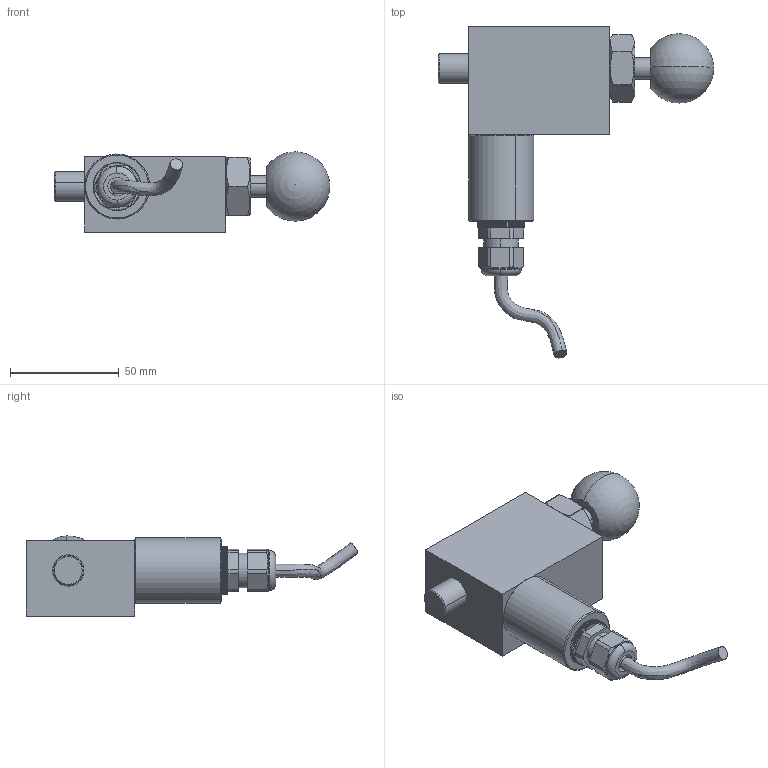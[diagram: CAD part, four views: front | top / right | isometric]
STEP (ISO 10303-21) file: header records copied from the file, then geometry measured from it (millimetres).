
FILE_DESCRIPTION (( 'STEP AP214' ), '1' );
FILE_NAME ('MSDDST_251133.STEP', '2012-09-27T08:46:04', ( 'Admin2' ), ( '' ), 'SwSTEP 2.0', 'SolidWorks 2010', '' );
FILE_SCHEMA (( 'AUTOMOTIVE_DESIGN' ));
Length unit declared in the file: millimetre
Products named in the file (1): MSDDST_251133
Bounding box: 127 x 152.95 x 36.94 mm (x, y, z)
Surface area: 32464.9 mm2 (no closed solid volume)
Topology: 0 solids, 10 shells, 292 faces, 931 edges, 652 vertices
Faces by surface type: plane 161, cylinder 103, cone 22, torus 2, bspline 2, sphere 2
Entity records: 13747 total; most frequent: CARTESIAN_POINT 2384, DIRECTION 1755, ORIENTED_EDGE 1468, EDGE_CURVE 926, VERTEX_POINT 649, VECTOR 619, LINE 619, AXIS2_PLACEMENT_3D 568
